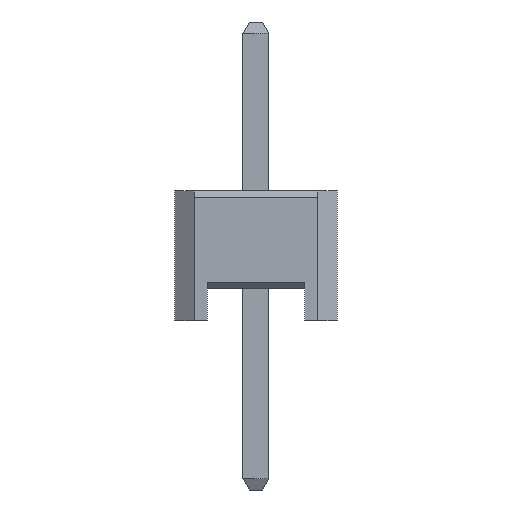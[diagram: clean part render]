
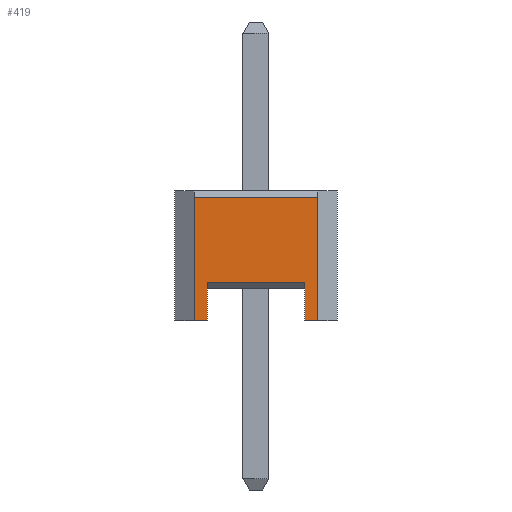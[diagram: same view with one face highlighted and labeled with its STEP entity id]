
A CAD part, left-side view. The second image highlights one B-rep face of the part: STEP entity #419.
In plain terms, the highlighted planar face has unit normal (-1, 0, 0).
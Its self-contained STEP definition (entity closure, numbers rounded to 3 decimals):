
#419=ADVANCED_FACE('',(#2953),#2955,.T.);
#2953=FACE_BOUND('',#2954,.T.);
#2954=EDGE_LOOP('',(#5007,#5008,#5009,#5010,#5011,#5012,#5013,#5014));
#2955=PLANE('',#2956);
#2956=AXIS2_PLACEMENT_3D('',#2957,#2958,#2959);
#2957=CARTESIAN_POINT('',(-0.635,0.95,0.));
#2958=DIRECTION('',(-1.,0.,0.));
#2959=DIRECTION('',(0.,-1.,0.));
#5007=ORIENTED_EDGE('',*,*,#6299,.T.);
#5008=ORIENTED_EDGE('',*,*,#6300,.F.);
#5009=ORIENTED_EDGE('',*,*,#6164,.T.);
#5010=ORIENTED_EDGE('',*,*,#6270,.T.);
#5011=ORIENTED_EDGE('',*,*,#6301,.T.);
#5012=ORIENTED_EDGE('',*,*,#6302,.T.);
#5013=ORIENTED_EDGE('',*,*,#6246,.T.);
#5014=ORIENTED_EDGE('',*,*,#6303,.T.);
#6164=EDGE_CURVE('',#6875,#6873,#6876,.T.);
#6246=EDGE_CURVE('',#7033,#7031,#7034,.T.);
#6270=EDGE_CURVE('',#6873,#7068,#7070,.F.);
#6299=EDGE_CURVE('',#7126,#7127,#7128,.F.);
#6300=EDGE_CURVE('',#6875,#7127,#7129,.T.);
#6301=EDGE_CURVE('',#7068,#7130,#7131,.F.);
#6302=EDGE_CURVE('',#7130,#7033,#7132,.T.);
#6303=EDGE_CURVE('',#7031,#7126,#7133,.T.);
#6873=VERTEX_POINT('',#8045);
#6875=VERTEX_POINT('',#8049);
#6876=LINE('',#8050,#8051);
#7031=VERTEX_POINT('',#8367);
#7033=VERTEX_POINT('',#8371);
#7034=LINE('',#8372,#8373);
#7068=VERTEX_POINT('',#8452);
#7070=LINE('',#8456,#8457);
#7126=VERTEX_POINT('',#8570);
#7127=VERTEX_POINT('',#8571);
#7128=LINE('',#8572,#8573);
#7129=LINE('',#8575,#8576);
#7130=VERTEX_POINT('',#8578);
#7131=LINE('',#8579,#8580);
#7132=LINE('',#8582,#8583);
#7133=LINE('',#8585,#8586);
#8045=CARTESIAN_POINT('',(-0.635,0.75,0.));
#8049=CARTESIAN_POINT('',(-0.635,0.95,0.));
#8050=CARTESIAN_POINT('',(-0.635,0.95,0.));
#8051=VECTOR('',#8052,1.);
#8052=DIRECTION('',(0.,-1.,0.));
#8367=CARTESIAN_POINT('',(-0.635,-0.95,0.));
#8371=CARTESIAN_POINT('',(-0.635,-0.75,0.));
#8372=CARTESIAN_POINT('',(-0.635,-0.75,0.));
#8373=VECTOR('',#8374,1.);
#8374=DIRECTION('',(0.,-1.,0.));
#8452=CARTESIAN_POINT('',(-0.635,0.75,0.6));
#8456=CARTESIAN_POINT('',(-0.635,0.75,0.6));
#8457=VECTOR('',#8458,1.);
#8458=DIRECTION('',(0.,0.,-1.));
#8570=CARTESIAN_POINT('',(-0.635,-0.95,1.9));
#8571=CARTESIAN_POINT('',(-0.635,0.95,1.9));
#8572=CARTESIAN_POINT('',(-0.635,0.95,1.9));
#8573=VECTOR('',#8574,1.);
#8574=DIRECTION('',(0.,-1.,0.));
#8575=CARTESIAN_POINT('',(-0.635,0.95,0.));
#8576=VECTOR('',#8577,1.);
#8577=DIRECTION('',(0.,0.,1.));
#8578=CARTESIAN_POINT('',(-0.635,-0.75,0.6));
#8579=CARTESIAN_POINT('',(-0.635,-0.75,0.6));
#8580=VECTOR('',#8581,1.);
#8581=DIRECTION('',(0.,1.,0.));
#8582=CARTESIAN_POINT('',(-0.635,-0.75,0.6));
#8583=VECTOR('',#8584,1.);
#8584=DIRECTION('',(0.,0.,-1.));
#8585=CARTESIAN_POINT('',(-0.635,-0.95,0.));
#8586=VECTOR('',#8587,1.);
#8587=DIRECTION('',(0.,0.,1.));
